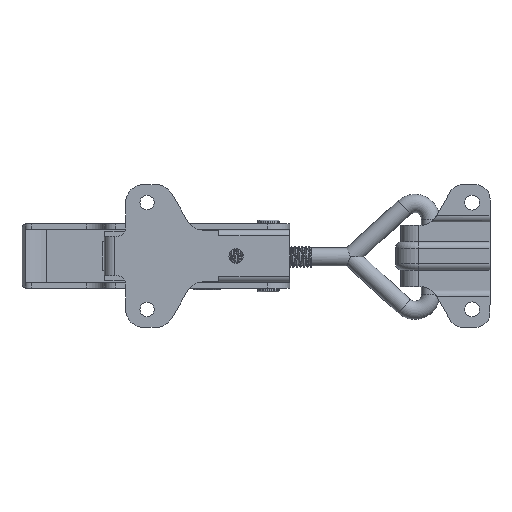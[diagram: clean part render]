
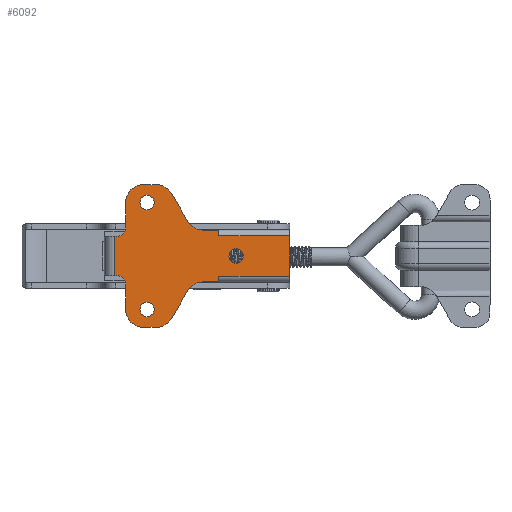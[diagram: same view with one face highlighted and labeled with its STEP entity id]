
A CAD part, front view. The second image highlights one B-rep face of the part: STEP entity #6092.
In plain terms, the highlighted planar face has unit normal (0, -1, 0).
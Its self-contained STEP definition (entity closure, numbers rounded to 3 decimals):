
#117=PLANE('',#6443);
#294=LINE('',#8724,#751);
#297=LINE('',#8732,#754);
#300=LINE('',#8740,#757);
#303=LINE('',#8748,#760);
#311=LINE('',#8768,#768);
#315=LINE('',#8778,#772);
#318=LINE('',#8786,#775);
#320=LINE('',#8793,#777);
#324=LINE('',#8802,#781);
#326=LINE('',#8809,#783);
#327=LINE('',#8811,#784);
#328=LINE('',#8812,#785);
#329=LINE('',#8814,#786);
#330=LINE('',#8815,#787);
#331=LINE('',#8817,#788);
#332=LINE('',#8818,#789);
#751=VECTOR('',#7066,7.);
#754=VECTOR('',#7075,3.613);
#757=VECTOR('',#7084,8.949);
#760=VECTOR('',#7093,4.377);
#768=VECTOR('',#7111,11.5);
#772=VECTOR('',#7121,4.377);
#775=VECTOR('',#7130,8.949);
#777=VECTOR('',#7138,3.613);
#781=VECTOR('',#7148,7.);
#783=VECTOR('',#7156,0.5);
#784=VECTOR('',#7157,11.);
#785=VECTOR('',#7158,0.5);
#786=VECTOR('',#7159,1.5);
#787=VECTOR('',#7160,19.875);
#788=VECTOR('',#7161,19.875);
#789=VECTOR('',#7162,1.5);
#1381=FACE_BOUND('',#1784,.T.);
#1382=FACE_BOUND('',#1785,.T.);
#1383=FACE_BOUND('',#1786,.T.);
#1466=FACE_OUTER_BOUND('',#1783,.T.);
#1783=EDGE_LOOP('',(#4088,#4089,#4090,#4091,#4092,#4093,#4094,#4095,#4096,
#4097,#4098,#4099,#4100,#4101,#4102,#4103,#4104,#4105,#4106,#4107,#4108,
#4109,#4110,#4111));
#1784=EDGE_LOOP('',(#4112));
#1785=EDGE_LOOP('',(#4113));
#1786=EDGE_LOOP('',(#4114));
#2122=CIRCLE('',#6385,2.);
#2124=CIRCLE('',#6388,2.);
#2126=CIRCLE('',#6391,2.);
#2143=CIRCLE('',#6413,2.5);
#2144=CIRCLE('',#6416,5.);
#2145=CIRCLE('',#6419,5.);
#2146=CIRCLE('',#6422,5.);
#2151=CIRCLE('',#6433,5.);
#2152=CIRCLE('',#6436,5.);
#2153=CIRCLE('',#6439,5.);
#2154=CIRCLE('',#6442,2.5);
#2381=VERTEX_POINT('',#8611);
#2383=VERTEX_POINT('',#8616);
#2385=VERTEX_POINT('',#8621);
#2423=VERTEX_POINT('',#8717);
#2424=VERTEX_POINT('',#8719);
#2425=VERTEX_POINT('',#8723);
#2426=VERTEX_POINT('',#8727);
#2427=VERTEX_POINT('',#8731);
#2428=VERTEX_POINT('',#8735);
#2429=VERTEX_POINT('',#8739);
#2430=VERTEX_POINT('',#8743);
#2431=VERTEX_POINT('',#8747);
#2435=VERTEX_POINT('',#8758);
#2438=VERTEX_POINT('',#8766);
#2440=VERTEX_POINT('',#8774);
#2441=VERTEX_POINT('',#8776);
#2442=VERTEX_POINT('',#8780);
#2443=VERTEX_POINT('',#8784);
#2444=VERTEX_POINT('',#8788);
#2445=VERTEX_POINT('',#8792);
#2446=VERTEX_POINT('',#8796);
#2447=VERTEX_POINT('',#8800);
#2448=VERTEX_POINT('',#8804);
#2449=VERTEX_POINT('',#8808);
#2450=VERTEX_POINT('',#8810);
#2451=VERTEX_POINT('',#8813);
#2452=VERTEX_POINT('',#8816);
#3040=EDGE_CURVE('',#2381,#2381,#2122,.T.);
#3042=EDGE_CURVE('',#2383,#2383,#2124,.T.);
#3044=EDGE_CURVE('',#2385,#2385,#2126,.T.);
#3085=EDGE_CURVE('',#2424,#2423,#2143,.T.);
#3087=EDGE_CURVE('',#2425,#2424,#294,.T.);
#3089=EDGE_CURVE('',#2425,#2426,#2144,.T.);
#3091=EDGE_CURVE('',#2427,#2426,#297,.T.);
#3093=EDGE_CURVE('',#2427,#2428,#2145,.T.);
#3095=EDGE_CURVE('',#2429,#2428,#300,.T.);
#3097=EDGE_CURVE('',#2430,#2429,#2146,.T.);
#3099=EDGE_CURVE('',#2431,#2430,#303,.T.);
#3110=EDGE_CURVE('',#2435,#2438,#311,.T.);
#3115=EDGE_CURVE('',#2440,#2441,#315,.T.);
#3116=EDGE_CURVE('',#2442,#2440,#2151,.T.);
#3119=EDGE_CURVE('',#2443,#2442,#318,.T.);
#3120=EDGE_CURVE('',#2443,#2444,#2152,.T.);
#3122=EDGE_CURVE('',#2445,#2444,#320,.T.);
#3124=EDGE_CURVE('',#2445,#2446,#2153,.T.);
#3127=EDGE_CURVE('',#2447,#2446,#324,.T.);
#3128=EDGE_CURVE('',#2448,#2447,#2154,.T.);
#3130=EDGE_CURVE('',#2423,#2449,#326,.T.);
#3131=EDGE_CURVE('',#2449,#2450,#327,.T.);
#3132=EDGE_CURVE('',#2450,#2448,#328,.T.);
#3133=EDGE_CURVE('',#2441,#2451,#329,.T.);
#3134=EDGE_CURVE('',#2451,#2435,#330,.T.);
#3135=EDGE_CURVE('',#2438,#2452,#331,.T.);
#3136=EDGE_CURVE('',#2452,#2431,#332,.T.);
#4088=ORIENTED_EDGE('',*,*,#3087,.T.);
#4089=ORIENTED_EDGE('',*,*,#3085,.T.);
#4090=ORIENTED_EDGE('',*,*,#3130,.T.);
#4091=ORIENTED_EDGE('',*,*,#3131,.T.);
#4092=ORIENTED_EDGE('',*,*,#3132,.T.);
#4093=ORIENTED_EDGE('',*,*,#3128,.T.);
#4094=ORIENTED_EDGE('',*,*,#3127,.T.);
#4095=ORIENTED_EDGE('',*,*,#3124,.F.);
#4096=ORIENTED_EDGE('',*,*,#3122,.T.);
#4097=ORIENTED_EDGE('',*,*,#3120,.F.);
#4098=ORIENTED_EDGE('',*,*,#3119,.T.);
#4099=ORIENTED_EDGE('',*,*,#3116,.T.);
#4100=ORIENTED_EDGE('',*,*,#3115,.T.);
#4101=ORIENTED_EDGE('',*,*,#3133,.T.);
#4102=ORIENTED_EDGE('',*,*,#3134,.T.);
#4103=ORIENTED_EDGE('',*,*,#3110,.T.);
#4104=ORIENTED_EDGE('',*,*,#3135,.T.);
#4105=ORIENTED_EDGE('',*,*,#3136,.T.);
#4106=ORIENTED_EDGE('',*,*,#3099,.T.);
#4107=ORIENTED_EDGE('',*,*,#3097,.T.);
#4108=ORIENTED_EDGE('',*,*,#3095,.T.);
#4109=ORIENTED_EDGE('',*,*,#3093,.F.);
#4110=ORIENTED_EDGE('',*,*,#3091,.T.);
#4111=ORIENTED_EDGE('',*,*,#3089,.F.);
#4112=ORIENTED_EDGE('',*,*,#3040,.T.);
#4113=ORIENTED_EDGE('',*,*,#3042,.T.);
#4114=ORIENTED_EDGE('',*,*,#3044,.T.);
#6092=ADVANCED_FACE('',(#1466,#1381,#1382,#1383),#117,.T.);
#6385=AXIS2_PLACEMENT_3D('',#8612,#6982,#6983);
#6388=AXIS2_PLACEMENT_3D('',#8617,#6988,#6989);
#6391=AXIS2_PLACEMENT_3D('',#8622,#6994,#6995);
#6413=AXIS2_PLACEMENT_3D('',#8720,#7061,#7062);
#6416=AXIS2_PLACEMENT_3D('',#8728,#7070,#7071);
#6419=AXIS2_PLACEMENT_3D('',#8736,#7079,#7080);
#6422=AXIS2_PLACEMENT_3D('',#8744,#7088,#7089);
#6433=AXIS2_PLACEMENT_3D('',#8781,#7124,#7125);
#6436=AXIS2_PLACEMENT_3D('',#8789,#7133,#7134);
#6439=AXIS2_PLACEMENT_3D('',#8797,#7142,#7143);
#6442=AXIS2_PLACEMENT_3D('',#8805,#7151,#7152);
#6443=AXIS2_PLACEMENT_3D('',#8807,#7154,#7155);
#6982=DIRECTION('center_axis',(0.,1.,0.));
#6983=DIRECTION('ref_axis',(0.,0.,-1.));
#6988=DIRECTION('center_axis',(0.,1.,0.));
#6989=DIRECTION('ref_axis',(0.,0.,-1.));
#6994=DIRECTION('center_axis',(0.,1.,0.));
#6995=DIRECTION('ref_axis',(0.,0.,-1.));
#7061=DIRECTION('center_axis',(0.,1.,0.));
#7062=DIRECTION('ref_axis',(0.,0.,-1.));
#7066=DIRECTION('',(0.,0.,1.));
#7070=DIRECTION('center_axis',(0.,1.,0.));
#7071=DIRECTION('ref_axis',(0.,0.,1.));
#7075=DIRECTION('',(1.,0.,0.));
#7079=DIRECTION('center_axis',(0.,1.,0.));
#7080=DIRECTION('ref_axis',(0.,0.,1.));
#7084=DIRECTION('',(0.5,0.,-0.866));
#7088=DIRECTION('center_axis',(0.,1.,0.));
#7089=DIRECTION('ref_axis',(0.,0.,-1.));
#7093=DIRECTION('',(1.,0.,0.));
#7111=DIRECTION('',(0.,0.,-1.));
#7121=DIRECTION('',(-1.,0.,0.));
#7124=DIRECTION('center_axis',(0.,1.,0.));
#7125=DIRECTION('ref_axis',(0.,0.,-1.));
#7130=DIRECTION('',(-0.5,0.,-0.866));
#7133=DIRECTION('center_axis',(0.,1.,0.));
#7134=DIRECTION('ref_axis',(0.,0.,
1.));
#7138=DIRECTION('',(-1.,0.,0.));
#7142=DIRECTION('center_axis',(0.,1.,0.));
#7143=DIRECTION('ref_axis',(0.,0.,1.));
#7148=DIRECTION('',(0.,0.,1.));
#7151=DIRECTION('center_axis',(0.,1.,0.));
#7152=DIRECTION('ref_axis',(0.,0.,-1.));
#7154=DIRECTION('center_axis',(0.,-1.,0.));
#7155=DIRECTION('ref_axis',(0.,0.,1.));
#7156=DIRECTION('',(1.,0.,0.));
#7157=DIRECTION('',(0.,0.,1.));
#7158=DIRECTION('',(-1.,0.,0.));
#7159=DIRECTION('',(0.,0.,-1.));
#7160=DIRECTION('',(-1.,0.,0.));
#7161=DIRECTION('',(1.,0.,0.));
#7162=DIRECTION('',(0.,0.,-1.));
#8611=CARTESIAN_POINT('',(9.,-10.,2.));
#8612=CARTESIAN_POINT('Origin',(9.,-10.,0.));
#8616=CARTESIAN_POINT('',(34.,-10.,-13.));
#8617=CARTESIAN_POINT('Origin',(34.,-10.,-15.));
#8621=CARTESIAN_POINT('',(34.,-10.,17.));
#8622=CARTESIAN_POINT('Origin',(34.,-10.,15.));
#8717=CARTESIAN_POINT('',(42.5,-10.,-5.5));
#8719=CARTESIAN_POINT('',(40.,-10.,-8.));
#8720=CARTESIAN_POINT('Origin',(42.5,-10.,-8.));
#8723=CARTESIAN_POINT('',(40.,-10.,-15.));
#8724=CARTESIAN_POINT('',(40.,-10.,-5.5));
#8727=CARTESIAN_POINT('',(35.,-10.,-20.));
#8728=CARTESIAN_POINT('Origin',(35.,-10.,-15.));
#8731=CARTESIAN_POINT('',(31.387,-10.,-20.));
#8732=CARTESIAN_POINT('',(40.,-10.,-20.));
#8735=CARTESIAN_POINT('',(27.057,-10.,-17.5));
#8736=CARTESIAN_POINT('Origin',(31.387,-10.,-15.));
#8739=CARTESIAN_POINT('',(22.582,-10.,-9.75));
#8740=CARTESIAN_POINT('',(28.5,-10.,-20.));
#8743=CARTESIAN_POINT('',(18.252,-10.,-7.25));
#8744=CARTESIAN_POINT('Origin',(18.252,-10.,-12.25));
#8747=CARTESIAN_POINT('',(13.875,-10.,-7.25));
#8748=CARTESIAN_POINT('',(21.139,-10.,-7.25));
#8758=CARTESIAN_POINT('',(-6.,-10.,5.75));
#8766=CARTESIAN_POINT('',(-6.,-10.,-5.75));
#8768=CARTESIAN_POINT('',(-6.,-10.,-7.25));
#8774=CARTESIAN_POINT('',(18.252,-10.,7.25));
#8776=CARTESIAN_POINT('',(13.875,-10.,7.25));
#8778=CARTESIAN_POINT('',(-6.,-10.,7.25));
#8780=CARTESIAN_POINT('',(22.582,-10.,9.75));
#8781=CARTESIAN_POINT('Origin',(18.252,-10.,12.25));
#8784=CARTESIAN_POINT('',(27.057,-10.,17.5));
#8786=CARTESIAN_POINT('',(21.139,-10.,7.25));
#8788=CARTESIAN_POINT('',(31.387,-10.,20.));
#8789=CARTESIAN_POINT('Origin',(31.387,-10.,15.));
#8792=CARTESIAN_POINT('',(35.,-10.,20.));
#8793=CARTESIAN_POINT('',(28.5,-10.,20.));
#8796=CARTESIAN_POINT('',(40.,-10.,15.));
#8797=CARTESIAN_POINT('Origin',(35.,-10.,15.));
#8800=CARTESIAN_POINT('',(40.,-10.,8.));
#8802=CARTESIAN_POINT('',(40.,-10.,20.));
#8804=CARTESIAN_POINT('',(42.5,-10.,5.5));
#8805=CARTESIAN_POINT('Origin',(42.5,-10.,8.));
#8807=CARTESIAN_POINT('Origin',(46.,-10.,-7.25));
#8808=CARTESIAN_POINT('',(43.,-10.,-5.5));
#8809=CARTESIAN_POINT('',(46.,-10.,-5.5));
#8810=CARTESIAN_POINT('',(43.,-10.,5.5));
#8811=CARTESIAN_POINT('',(43.,-10.,-7.25));
#8812=CARTESIAN_POINT('',(40.,-10.,5.5));
#8813=CARTESIAN_POINT('',(13.875,-10.,5.75));
#8814=CARTESIAN_POINT('',(13.875,-10.,7.25));
#8815=CARTESIAN_POINT('',(46.,-10.,5.75));
#8816=CARTESIAN_POINT('',(13.875,-10.,-5.75));
#8817=CARTESIAN_POINT('',(46.,-10.,-5.75));
#8818=CARTESIAN_POINT('',(13.875,-10.,7.25));
